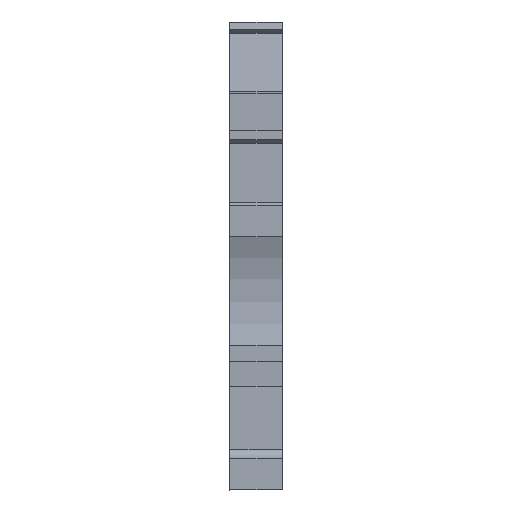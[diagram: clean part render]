
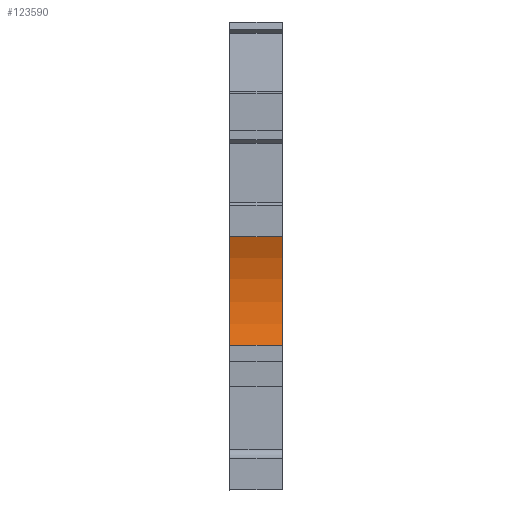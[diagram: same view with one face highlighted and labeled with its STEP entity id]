
A CAD part, front view. The second image highlights one B-rep face of the part: STEP entity #123590.
In plain terms, the highlighted cylindrical face has radius 15 mm (diameter 30 mm), a partial arc.
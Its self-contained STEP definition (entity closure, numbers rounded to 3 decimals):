
#120=CARTESIAN_POINT('',(135.319,10.697,
48.52));
#130=VERTEX_POINT('',#120);
#6190=CARTESIAN_POINT('',(134.719,21.284,
48.52));
#6200=VERTEX_POINT('',#6190);
#6230=CARTESIAN_POINT('',(121.01,15.197,
48.52));
#6240=DIRECTION('',(0.,0.,1.));
#6250=DIRECTION('',(1.,0.,0.));
#6260=AXIS2_PLACEMENT_3D('',#6230,#6240,#6250);
#6270=CIRCLE('',#6260,15.);
#6280=EDGE_CURVE('',#130,#6200,#6270,.T.);
#6490=CARTESIAN_POINT('',(134.719,21.284,
53.67));
#6500=VERTEX_POINT('',#6490);
#14620=CARTESIAN_POINT('',(135.319,10.697,
53.67));
#14630=VERTEX_POINT('',#14620);
#14660=CARTESIAN_POINT('',(121.01,15.197,
53.67));
#14670=DIRECTION('',(0.,0.,1.));
#14680=DIRECTION('',(1.,0.,0.));
#14690=AXIS2_PLACEMENT_3D('',#14660,#14670,#14680);
#14700=CIRCLE('',#14690,15.);
#14710=EDGE_CURVE('',#14630,#6500,#14700,.T.);
#14960=CARTESIAN_POINT('',(135.319,10.697,
53.67));
#14970=DIRECTION('',(0.,0.,1.));
#14980=VECTOR('',#14970,1.);
#14990=LINE('',#14960,#14980);
#15000=EDGE_CURVE('',#130,#14630,#14990,.T.);
#123300=CARTESIAN_POINT('',(134.719,21.284,
53.67));
#123310=DIRECTION('',(0.,0.,1.));
#123320=VECTOR('',#123310,1.);
#123330=LINE('',#123300,#123320);
#123340=EDGE_CURVE('',#6200,#6500,#123330,.T.);
#123480=CARTESIAN_POINT('',(121.01,15.197,
53.67));
#123490=DIRECTION('',(0.,0.,1.));
#123500=DIRECTION('',(1.,0.,0.));
#123510=AXIS2_PLACEMENT_3D('',#123480,#123490,#123500);
#123520=CYLINDRICAL_SURFACE('',#123510,15.);
#123530=ORIENTED_EDGE('',*,*,#123340,.F.);
#123540=ORIENTED_EDGE('',*,*,#14710,.T.);
#123550=ORIENTED_EDGE('',*,*,#15000,.T.);
#123560=ORIENTED_EDGE('',*,*,#6280,.F.);
#123570=EDGE_LOOP('',(#123560,#123550,#123540,#123530));
#123580=FACE_OUTER_BOUND('',#123570,.T.);
#123590=ADVANCED_FACE('',(#123580),#123520,.F.);
